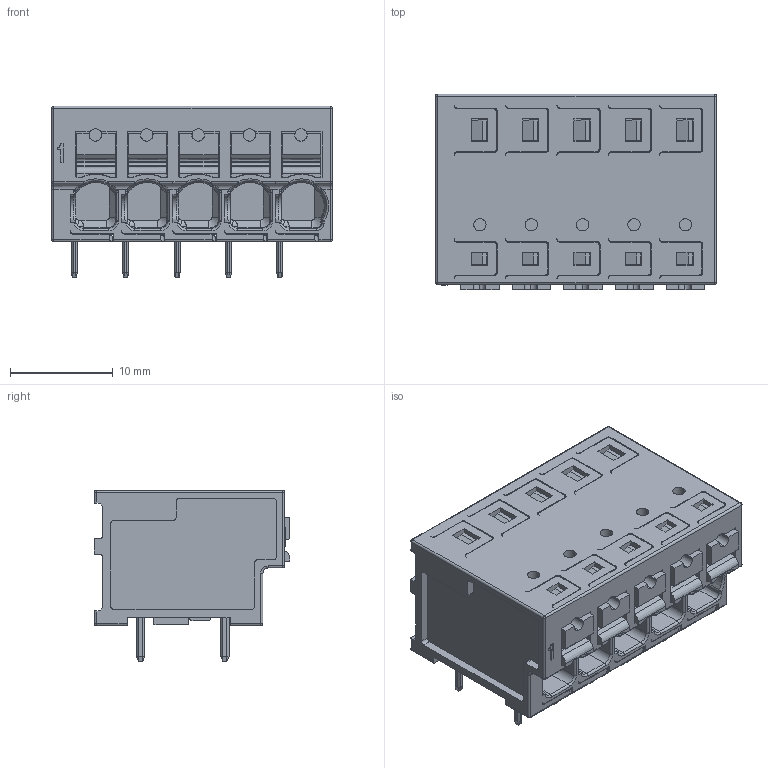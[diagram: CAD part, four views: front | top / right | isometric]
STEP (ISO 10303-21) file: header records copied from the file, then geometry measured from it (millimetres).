
FILE_DESCRIPTION(('CATIA V5 STEP Exchange','CAx-IF Rec.Pracs.--- Model Styling and Organization---1.5--- 2016-08-15','CAx-IF Rec.Pracs.---Supplemental Geometry---1.0---2011-11-01','CAx-IF Rec.Pracs.--- Composite Materials ---1.1---2010-07-15'),'2;1');
FILE_NAME ('1502641-2_1', '2025-08-27T09:57:33+00:00', ('none'), ('Weidmueller'), 'CATIA Version 5-6 Release 2024 SP4', 'CATIA V5 STEP AP214 v3', 'none');
FILE_SCHEMA(('AUTOMOTIVE_DESIGN { 1 0 10303 214 1 1 1 1 }'));
Products named in the file (1): 2913630000
Bounding box: 27.3 x 19 x 16.7 mm (x, y, z)
Volume: 5004.7 mm3; surface area: 4751.9 mm2
Topology: 1 solids, 3 shells, 1902 faces, 5102 edges, 3275 vertices
Faces by surface type: plane 1212, cylinder 410, bspline 124, extrusion 69, torus 35, sphere 28, cone 24
Entity records: 62900 total; most frequent: CARTESIAN_POINT 18171, ORIENTED_EDGE 10158, DIRECTION 6600, EDGE_CURVE 5079, VECTOR 3566, LINE 3497, VERTEX_POINT 3275, EDGE_LOOP 2044
